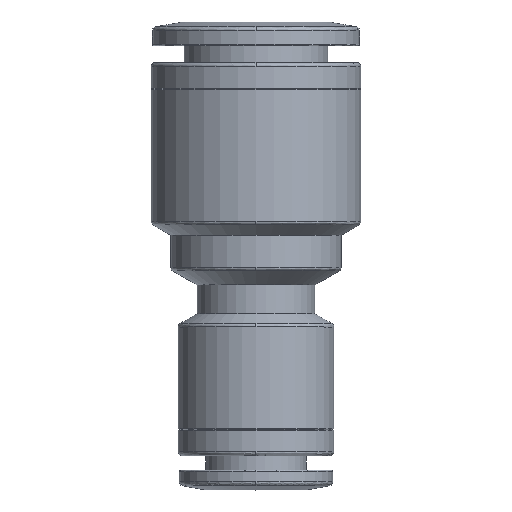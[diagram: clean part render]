
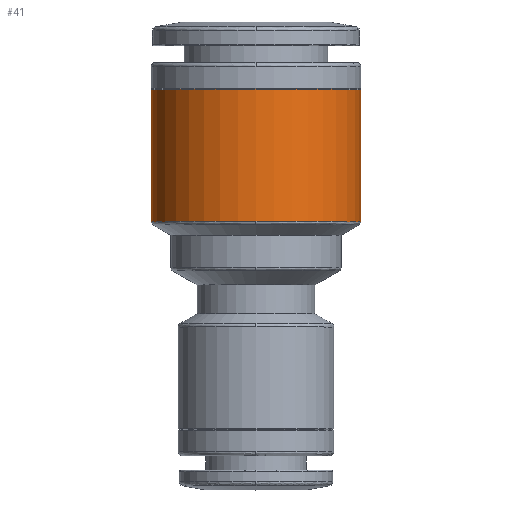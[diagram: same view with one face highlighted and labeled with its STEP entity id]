
A CAD part, top view. The second image highlights one B-rep face of the part: STEP entity #41.
In plain terms, the highlighted cylindrical face has radius 8 mm (diameter 16 mm), a partial arc.
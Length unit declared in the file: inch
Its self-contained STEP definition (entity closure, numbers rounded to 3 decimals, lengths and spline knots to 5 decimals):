
#12 = CYLINDRICAL_SURFACE ( 'NONE', #1785, 0.31496 ) ;
#23 = AXIS2_PLACEMENT_3D ( 'NONE', #2721, #580, #1719 ) ;
#41 = ADVANCED_FACE ( 'NONE', ( #2011 ), #12, .T. ) ;
#49 = LINE ( 'NONE', #2700, #2408 ) ;
#171 = ORIENTED_EDGE ( 'NONE', *, *, #352, .F. ) ;
#249 = LINE ( 'NONE', #2712, #2493 ) ;
#267 = DIRECTION ( 'NONE',  ( -1., 0., 0. ) ) ;
#323 = ORIENTED_EDGE ( 'NONE', *, *, #863, .F. ) ;
#352 = EDGE_CURVE ( 'NONE', #671, #1757, #249, .T. ) ;
#392 = CIRCLE ( 'NONE', #486, 0.31496 ) ;
#486 = AXIS2_PLACEMENT_3D ( 'NONE', #874, #1320, #267 ) ;
#566 = EDGE_CURVE ( 'NONE', #595, #1475, #809, .T. ) ;
#580 = DIRECTION ( 'NONE',  ( 0., 1., 0. ) ) ;
#595 = VERTEX_POINT ( 'NONE', #2652 ) ;
#671 = VERTEX_POINT ( 'NONE', #2237 ) ;
#684 = DIRECTION ( 'NONE',  ( 0., 1., 0. ) ) ;
#809 = CIRCLE ( 'NONE', #1836, 0.31496 ) ;
#813 = CIRCLE ( 'NONE', #23, 0.31496 ) ;
#863 = EDGE_CURVE ( 'NONE', #1757, #1861, #813, .T. ) ;
#874 = CARTESIAN_POINT ( 'NONE',  ( 0., 0.80603, 0. ) ) ;
#941 = DIRECTION ( 'NONE',  ( 0., 1., 0. ) ) ;
#994 = DIRECTION ( 'NONE',  ( 0., 1., 0. ) ) ;
#1300 = EDGE_CURVE ( 'NONE', #671, #595, #392, .T. ) ;
#1314 = CARTESIAN_POINT ( 'NONE',  ( -0.31496, 1.20261, 0. ) ) ;
#1320 = DIRECTION ( 'NONE',  ( 0., 1., 0. ) ) ;
#1475 = VERTEX_POINT ( 'NONE', #1671 ) ;
#1503 = DIRECTION ( 'NONE',  ( 0., 1., 0. ) ) ;
#1669 = EDGE_LOOP ( 'NONE', ( #1722, #1725, #2172, #323, #171 ) ) ;
#1671 = CARTESIAN_POINT ( 'NONE',  ( 0.31496, 0.80603, 0. ) ) ;
#1719 = DIRECTION ( 'NONE',  ( -1., 0., 0. ) ) ;
#1722 = ORIENTED_EDGE ( 'NONE', *, *, #1300, .T. ) ;
#1725 = ORIENTED_EDGE ( 'NONE', *, *, #566, .T. ) ;
#1757 = VERTEX_POINT ( 'NONE', #1314 ) ;
#1785 = AXIS2_PLACEMENT_3D ( 'NONE', #1789, #684, #2244 ) ;
#1789 = CARTESIAN_POINT ( 'NONE',  ( 0., 1.00432, 0. ) ) ;
#1836 = AXIS2_PLACEMENT_3D ( 'NONE', #2371, #1503, #2164 ) ;
#1861 = VERTEX_POINT ( 'NONE', #1926 ) ;
#1926 = CARTESIAN_POINT ( 'NONE',  ( 0.31496, 1.20261, 0. ) ) ;
#2011 = FACE_OUTER_BOUND ( 'NONE', #1669, .T. ) ;
#2164 = DIRECTION ( 'NONE',  ( -1., 0., 0. ) ) ;
#2172 = ORIENTED_EDGE ( 'NONE', *, *, #2684, .T. ) ;
#2237 = CARTESIAN_POINT ( 'NONE',  ( -0.31496, 0.80603, 0. ) ) ;
#2244 = DIRECTION ( 'NONE',  ( -1., 0., 0. ) ) ;
#2371 = CARTESIAN_POINT ( 'NONE',  ( 0., 0.80603, 0. ) ) ;
#2408 = VECTOR ( 'NONE', #941, 39.37008 ) ;
#2493 = VECTOR ( 'NONE', #994, 39.37008 ) ;
#2652 = CARTESIAN_POINT ( 'NONE',  ( 0., 0.80603, 0.31496 ) ) ;
#2684 = EDGE_CURVE ( 'NONE', #1475, #1861, #49, .T. ) ;
#2700 = CARTESIAN_POINT ( 'NONE',  ( 0.31496, 1.00432, 0. ) ) ;
#2712 = CARTESIAN_POINT ( 'NONE',  ( -0.31496, 1.00432, 0. ) ) ;
#2721 = CARTESIAN_POINT ( 'NONE',  ( 0., 1.20261, 0. ) ) ;
